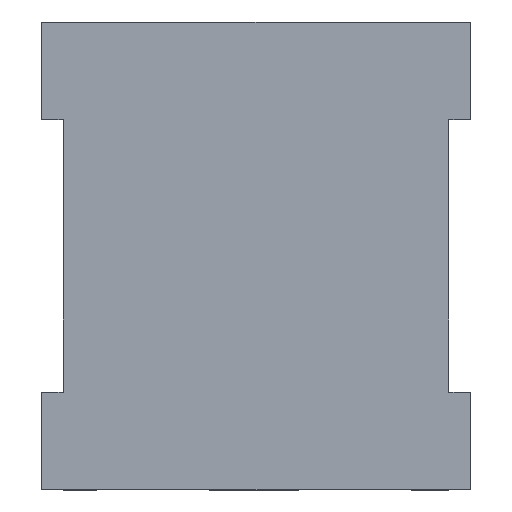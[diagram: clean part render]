
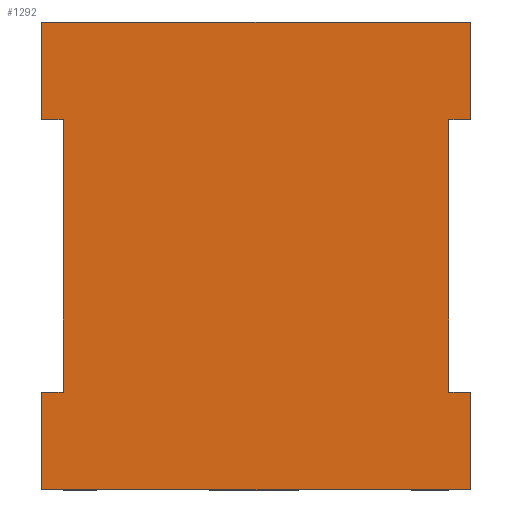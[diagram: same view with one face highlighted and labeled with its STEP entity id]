
A CAD part, top view. The second image highlights one B-rep face of the part: STEP entity #1292.
In plain terms, the highlighted planar face has unit normal (0, 0, 1).
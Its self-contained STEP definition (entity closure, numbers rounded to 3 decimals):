
#35 = CARTESIAN_POINT ( 'NONE',  ( 5.5, -3.5, 1.9 ) ) ;
#48 = ORIENTED_EDGE ( 'NONE', *, *, #122, .T. ) ;
#51 = VECTOR ( 'NONE', #1576, 1000. ) ;
#78 = EDGE_CURVE ( 'NONE', #1433, #619, #1275, .T. ) ;
#107 = DIRECTION ( 'NONE',  ( 0., 1., 0. ) ) ;
#122 = EDGE_CURVE ( 'NONE', #619, #436, #1406, .T. ) ;
#142 = VECTOR ( 'NONE', #1226, 1000. ) ;
#163 = VERTEX_POINT ( 'NONE', #257 ) ;
#178 = VERTEX_POINT ( 'NONE', #727 ) ;
#199 = ORIENTED_EDGE ( 'NONE', *, *, #799, .T. ) ;
#200 = LINE ( 'NONE', #585, #142 ) ;
#234 = DIRECTION ( 'NONE',  ( 1., 0., 0. ) ) ;
#257 = CARTESIAN_POINT ( 'NONE',  ( 4.95, 3.5, 1.9 ) ) ;
#300 = FACE_OUTER_BOUND ( 'NONE', #1108, .T. ) ;
#307 = CARTESIAN_POINT ( 'NONE',  ( 5.5, 6., 1.9 ) ) ;
#309 = DIRECTION ( 'NONE',  ( 1., 0., 0. ) ) ;
#324 = CARTESIAN_POINT ( 'NONE',  ( -5.5, 3.5, 1.9 ) ) ;
#327 = ORIENTED_EDGE ( 'NONE', *, *, #1561, .T. ) ;
#352 = LINE ( 'NONE', #995, #1187 ) ;
#355 = AXIS2_PLACEMENT_3D ( 'NONE', #2027, #1068, #234 ) ;
#415 = EDGE_CURVE ( 'NONE', #1966, #1228, #691, .T. ) ;
#436 = VERTEX_POINT ( 'NONE', #1616 ) ;
#443 = ORIENTED_EDGE ( 'NONE', *, *, #1999, .T. ) ;
#509 = CARTESIAN_POINT ( 'NONE',  ( -4.95, -3.5, 1.9 ) ) ;
#521 = VERTEX_POINT ( 'NONE', #1920 ) ;
#539 = VERTEX_POINT ( 'NONE', #324 ) ;
#579 = ORIENTED_EDGE ( 'NONE', *, *, #1600, .T. ) ;
#585 = CARTESIAN_POINT ( 'NONE',  ( -4.95, -3.5, 1.9 ) ) ;
#619 = VERTEX_POINT ( 'NONE', #307 ) ;
#635 = CARTESIAN_POINT ( 'NONE',  ( 5.5, 3.5, 1.9 ) ) ;
#647 = VECTOR ( 'NONE', #775, 1000. ) ;
#678 = CARTESIAN_POINT ( 'NONE',  ( -5.5, 3.5, 1.9 ) ) ;
#688 = VECTOR ( 'NONE', #1932, 1000. ) ;
#691 = LINE ( 'NONE', #35, #1922 ) ;
#693 = LINE ( 'NONE', #907, #1498 ) ;
#727 = CARTESIAN_POINT ( 'NONE',  ( -5.5, -3.5, 1.9 ) ) ;
#775 = DIRECTION ( 'NONE',  ( 0., 1., 0. ) ) ;
#799 = EDGE_CURVE ( 'NONE', #1642, #178, #200, .T. ) ;
#811 = EDGE_CURVE ( 'NONE', #1636, #1228, #1802, .T. ) ;
#828 = ORIENTED_EDGE ( 'NONE', *, *, #929, .F. ) ;
#900 = CARTESIAN_POINT ( 'NONE',  ( -4.95, 6., 1.9 ) ) ;
#907 = CARTESIAN_POINT ( 'NONE',  ( -4.95, 6., 1.9 ) ) ;
#929 = EDGE_CURVE ( 'NONE', #539, #436, #1643, .T. ) ;
#936 = CARTESIAN_POINT ( 'NONE',  ( 5.5, -3.5, 1.9 ) ) ;
#978 = CARTESIAN_POINT ( 'NONE',  ( 5.5, 3.5, 1.9 ) ) ;
#983 = VECTOR ( 'NONE', #1857, 1000. ) ;
#995 = CARTESIAN_POINT ( 'NONE',  ( -5.5, -3.5, 1.9 ) ) ;
#1002 = LINE ( 'NONE', #1594, #1808 ) ;
#1007 = ORIENTED_EDGE ( 'NONE', *, *, #78, .T. ) ;
#1025 = CARTESIAN_POINT ( 'NONE',  ( 4.95, -3.5, 1.9 ) ) ;
#1068 = DIRECTION ( 'NONE',  ( 0., 0., 1. ) ) ;
#1072 = DIRECTION ( 'NONE',  ( 0., -1., 0. ) ) ;
#1108 = EDGE_LOOP ( 'NONE', ( #1538, #1413, #1322, #579, #1766, #1007, #48, #828, #443, #327, #199, #1206 ) ) ;
#1148 = CARTESIAN_POINT ( 'NONE',  ( -5.5, -6., 1.9 ) ) ;
#1164 = EDGE_CURVE ( 'NONE', #1966, #1325, #1614, .T. ) ;
#1182 = VECTOR ( 'NONE', #1532, 1000. ) ;
#1183 = PLANE ( 'NONE',  #355 ) ;
#1187 = VECTOR ( 'NONE', #1958, 1000. ) ;
#1206 = ORIENTED_EDGE ( 'NONE', *, *, #1765, .T. ) ;
#1218 = VECTOR ( 'NONE', #107, 1000. ) ;
#1226 = DIRECTION ( 'NONE',  ( -1., 0., 0. ) ) ;
#1228 = VERTEX_POINT ( 'NONE', #2062 ) ;
#1275 = LINE ( 'NONE', #978, #1218 ) ;
#1292 = ADVANCED_FACE ( 'NONE', ( #300 ), #1183, .T. ) ;
#1322 = ORIENTED_EDGE ( 'NONE', *, *, #1164, .T. ) ;
#1325 = VERTEX_POINT ( 'NONE', #1659 ) ;
#1387 = CARTESIAN_POINT ( 'NONE',  ( -4.95, -6., 1.9 ) ) ;
#1400 = EDGE_CURVE ( 'NONE', #163, #1433, #1002, .T. ) ;
#1406 = LINE ( 'NONE', #900, #983 ) ;
#1413 = ORIENTED_EDGE ( 'NONE', *, *, #415, .F. ) ;
#1433 = VERTEX_POINT ( 'NONE', #635 ) ;
#1447 = LINE ( 'NONE', #1732, #647 ) ;
#1498 = VECTOR ( 'NONE', #1072, 1000. ) ;
#1532 = DIRECTION ( 'NONE',  ( -1., 0., 0. ) ) ;
#1538 = ORIENTED_EDGE ( 'NONE', *, *, #811, .T. ) ;
#1561 = EDGE_CURVE ( 'NONE', #521, #1642, #693, .T. ) ;
#1576 = DIRECTION ( 'NONE',  ( 1., 0., 0. ) ) ;
#1593 = VECTOR ( 'NONE', #309, 1000. ) ;
#1594 = CARTESIAN_POINT ( 'NONE',  ( 4.95, 3.5, 1.9 ) ) ;
#1600 = EDGE_CURVE ( 'NONE', #1325, #163, #1447, .T. ) ;
#1614 = LINE ( 'NONE', #1025, #1182 ) ;
#1616 = CARTESIAN_POINT ( 'NONE',  ( -5.5, 6., 1.9 ) ) ;
#1636 = VERTEX_POINT ( 'NONE', #1148 ) ;
#1642 = VERTEX_POINT ( 'NONE', #509 ) ;
#1643 = LINE ( 'NONE', #678, #688 ) ;
#1659 = CARTESIAN_POINT ( 'NONE',  ( 4.95, -3.5, 1.9 ) ) ;
#1732 = CARTESIAN_POINT ( 'NONE',  ( 4.95, 6., 1.9 ) ) ;
#1758 = DIRECTION ( 'NONE',  ( 1., 0., 0. ) ) ;
#1765 = EDGE_CURVE ( 'NONE', #178, #1636, #352, .T. ) ;
#1766 = ORIENTED_EDGE ( 'NONE', *, *, #1400, .T. ) ;
#1802 = LINE ( 'NONE', #1387, #51 ) ;
#1808 = VECTOR ( 'NONE', #1758, 1000. ) ;
#1857 = DIRECTION ( 'NONE',  ( -1., 0., 0. ) ) ;
#1903 = CARTESIAN_POINT ( 'NONE',  ( -4.95, 3.5, 1.9 ) ) ;
#1920 = CARTESIAN_POINT ( 'NONE',  ( -4.95, 3.5, 1.9 ) ) ;
#1922 = VECTOR ( 'NONE', #1944, 1000. ) ;
#1932 = DIRECTION ( 'NONE',  ( 0., 1., 0. ) ) ;
#1944 = DIRECTION ( 'NONE',  ( 0., -1., 0. ) ) ;
#1958 = DIRECTION ( 'NONE',  ( 0., -1., 0. ) ) ;
#1966 = VERTEX_POINT ( 'NONE', #936 ) ;
#1999 = EDGE_CURVE ( 'NONE', #539, #521, #2013, .T. ) ;
#2013 = LINE ( 'NONE', #1903, #1593 ) ;
#2027 = CARTESIAN_POINT ( 'NONE',  ( 0., 0., 1.9 ) ) ;
#2062 = CARTESIAN_POINT ( 'NONE',  ( 5.5, -6., 1.9 ) ) ;
